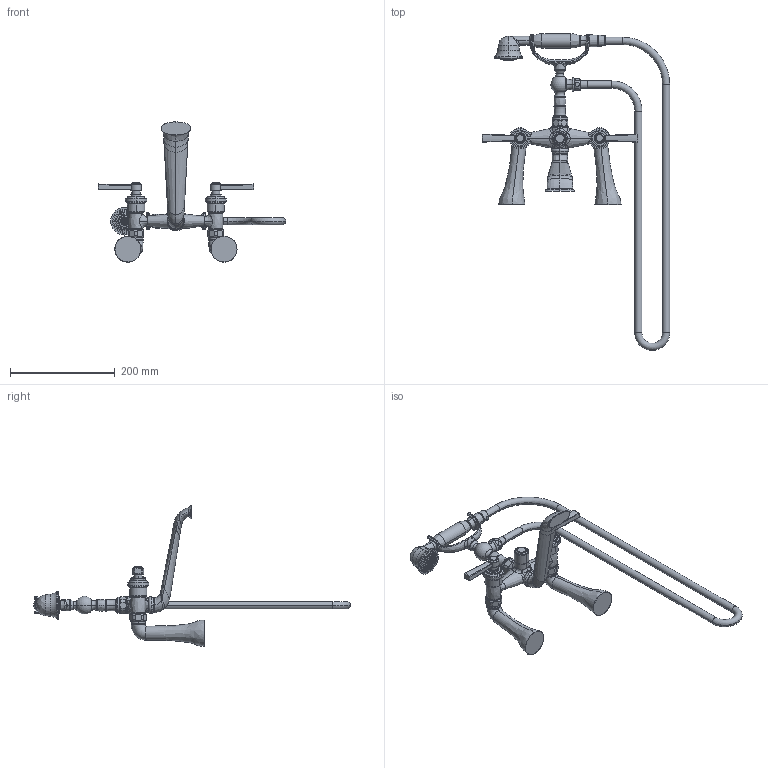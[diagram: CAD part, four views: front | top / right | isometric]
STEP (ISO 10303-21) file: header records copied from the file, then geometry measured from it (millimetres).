
FILE_DESCRIPTION((''),'2;1');
FILE_NAME('1620-4273','2021-01-15T11:26:41',('jinson.thomas'),(''),'CREO PARAMETRIC BY PTC INC, 2018400','CREO PARAMETRIC BY PTC INC, 2018400','');
FILE_SCHEMA(('CONFIG_CONTROL_DESIGN'));
Length unit declared in the file: inch
Products named in the file (1): 1620-4273
Bounding box: 358.74 x 606.04 x 268.56 mm (x, y, z)
Volume: 1023888.3 mm3; surface area: 194863.5 mm2
Topology: 1 solids, 1 shells, 866 faces, 1967 edges, 1203 vertices
Faces by surface type: cylinder 265, bspline 205, plane 154, torus 114, cone 94, sphere 30, extrusion 4
Entity records: 41705 total; most frequent: CARTESIAN_POINT 24015, ORIENTED_EDGE 3926, DIRECTION 3214, EDGE_CURVE 1963, AXIS2_PLACEMENT_3D 1388, VERTEX_POINT 1203, EDGE_LOOP 974, FACE_OUTER_BOUND 866
